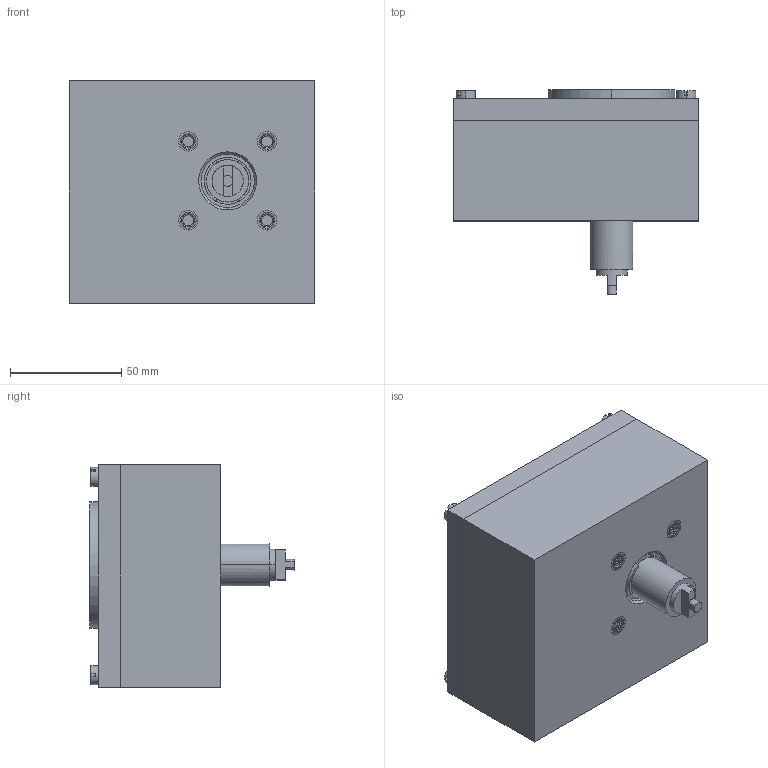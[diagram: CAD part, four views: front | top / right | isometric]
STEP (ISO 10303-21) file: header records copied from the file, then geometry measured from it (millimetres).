
FILE_DESCRIPTION (( 'STEP AP214' ), '1' );
FILE_NAME ('F5_140926.STEP', '2014-09-29T14:06:13', ( '' ), ( '' ), 'SwSTEP 2.0', 'SolidWorks 2014', '' );
FILE_SCHEMA (( 'AUTOMOTIVE_DESIGN' ));
Length unit declared in the file: millimetre
Products named in the file (1): F5_140926
Bounding box: 110 x 91.8 x 100 mm (x, y, z)
Volume: 605412.8 mm3; surface area: 88020.4 mm2
Topology: 14 solids, 14 shells, 1054 faces, 2739 edges, 1746 vertices
Faces by surface type: plane 738, cylinder 172, cone 144
Entity records: 31895 total; most frequent: CARTESIAN_POINT 5592, ORIENTED_EDGE 5470, DIRECTION 5278, EDGE_CURVE 2735, VECTOR 2278, LINE 2278, VERTEX_POINT 1746, AXIS2_PLACEMENT_3D 1500
